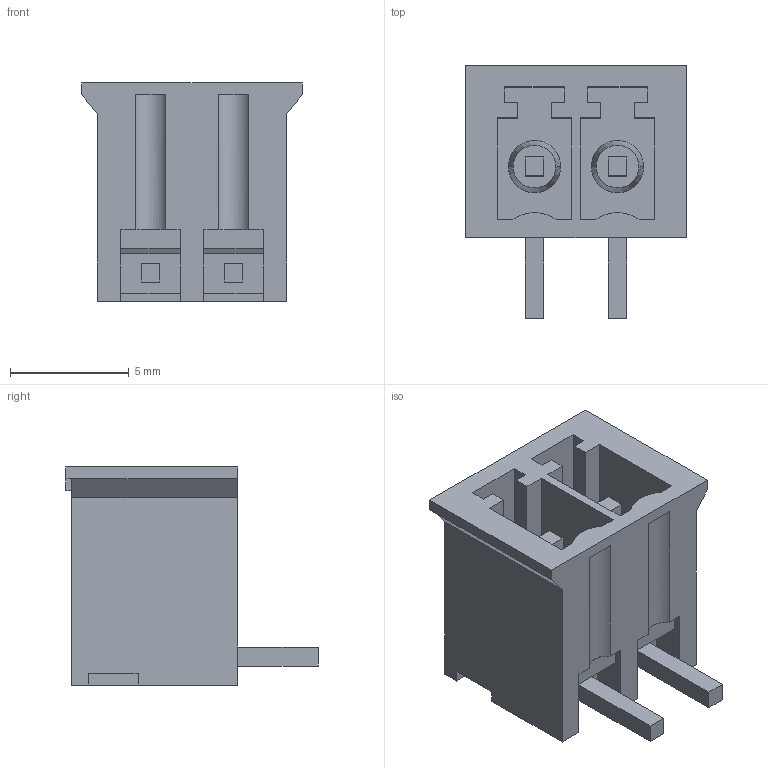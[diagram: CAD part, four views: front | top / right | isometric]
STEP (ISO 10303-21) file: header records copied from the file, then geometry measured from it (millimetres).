
FILE_DESCRIPTION((''),'2;1');
FILE_NAME('C-284512-2','2022-03-18T08:46:01',('workeradm'),('TE Connectivity Ltd.'),'CREO PARAMETRIC BY PTC INC, 2021072','CREO PARAMETRIC BY PTC INC, 2021072','');
FILE_SCHEMA(('AUTOMOTIVE_DESIGN { 1 0 10303 214 1 1 1 1 }'));
Length unit declared in the file: millimetre
Products named in the file (1): C-284512-2
Bounding box: 9.3 x 10.65 x 9.2 mm (x, y, z)
Volume: 288.9 mm3; surface area: 793.7 mm2
Topology: 1 solids, 1 shells, 140 faces, 366 edges, 236 vertices
Faces by surface type: plane 110, cylinder 22, sphere 4, cone 4
Entity records: 4452 total; most frequent: CARTESIAN_POINT 820, ORIENTED_EDGE 732, DIRECTION 676, EDGE_CURVE 366, VECTOR 320, LINE 320, VERTEX_POINT 236, AXIS2_PLACEMENT_3D 178
